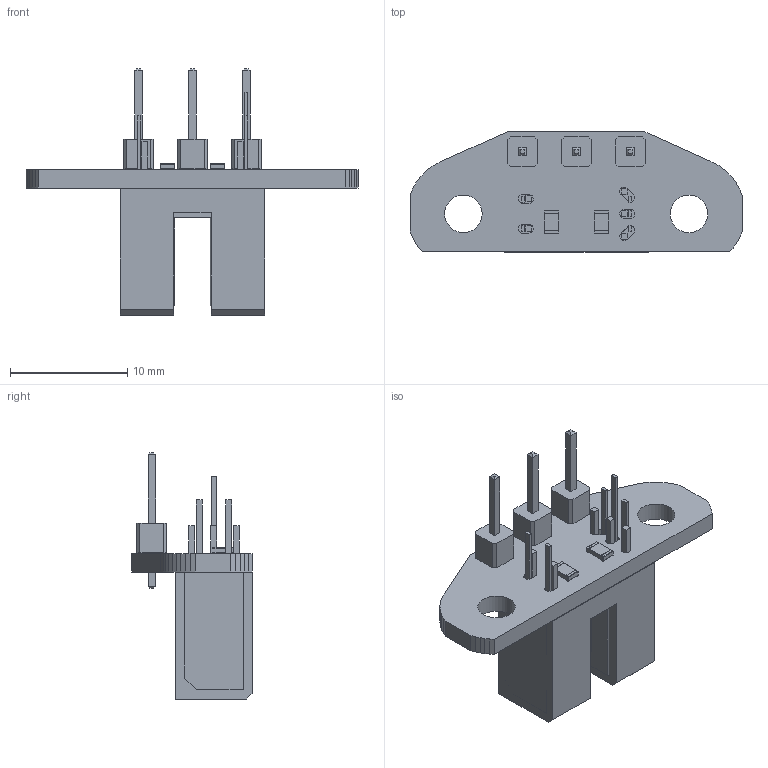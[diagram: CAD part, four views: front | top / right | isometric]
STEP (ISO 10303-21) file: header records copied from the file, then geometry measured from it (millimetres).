
FILE_DESCRIPTION(('KiCad electronic assembly'),'2;1');
FILE_NAME('Tap_Photosensor_PCB_Short_ee-sx.STEP','2023-03-02T14:31:17',( 'Pcbnew'),('Kicad'),'Open CASCADE STEP processor 7.6', 'KiCad to STEP converter','Unknown');
FILE_SCHEMA(('AUTOMOTIVE_DESIGN { 1 0 10303 214 1 1 1 1 }'));
Length unit declared in the file: millimetre
Products named in the file (10): Tap_Photosensor_PCB_Short_ee-sx 1; PinHeader_1x01_P2.54mm_Vertical; SOLID; R_0805_2012Metric; EE-SX398; Optek_OPB666N; COMPOUND; PCB
Assembly tree (12 placements, depth 3):
  Tap_Photosensor_PCB_Short_ee-sx 1
    PinHeader_1x01_P2.54mm_Vertical  x3
      SOLID
    R_0805_2012Metric  x2
      SOLID
    EE-SX398
      SOLID
    Optek_OPB666N
      COMPOUND
    PCB
Bounding box: 28.33 x 10.25 x 21.02 mm (x, y, z)
Volume: 1604.9 mm3; surface area: 2059 mm2
Topology: 13 solids, 13 shells, 439 faces, 1168 edges, 768 vertices
Faces by surface type: plane 385, bspline 33, cylinder 21
Full cylindrical faces by diameter (mm): 1 x3, 3.2 x2
Entity records: 24789 total; most frequent: CARTESIAN_POINT 4929, DIRECTION 3400, LINE 2666, VECTOR 2666, ORIENTED_EDGE 1944, PCURVE 1944, DEFINITIONAL_REPRESENTATION 1944, EDGE_CURVE 972
